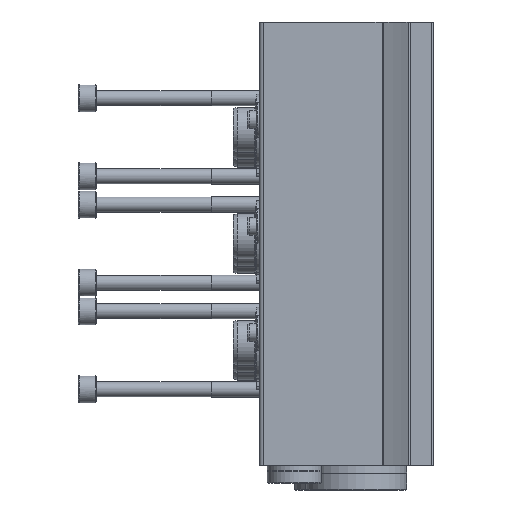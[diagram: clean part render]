
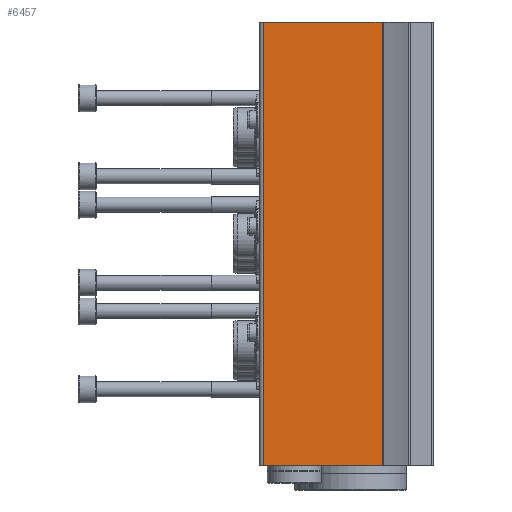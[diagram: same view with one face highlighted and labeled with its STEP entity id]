
A CAD part, left-side view. The second image highlights one B-rep face of the part: STEP entity #6457.
In plain terms, the highlighted planar face has unit normal (-1, 0, 0).
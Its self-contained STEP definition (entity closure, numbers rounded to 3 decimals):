
#195=PLANE('',#6964);
#853=ORIENTED_EDGE('',*,*,#2587,.F.);
#854=ORIENTED_EDGE('',*,*,#2586,.F.);
#855=ORIENTED_EDGE('',*,*,#2588,.T.);
#856=ORIENTED_EDGE('',*,*,#2589,.T.);
#2586=EDGE_CURVE('',#3453,#3451,#4064,.T.);
#2587=EDGE_CURVE('',#3451,#3454,#4065,.T.);
#2588=EDGE_CURVE('',#3453,#3455,#4066,.T.);
#2589=EDGE_CURVE('',#3455,#3454,#4067,.T.);
#3451=VERTEX_POINT('',#10088);
#3453=VERTEX_POINT('',#10092);
#3454=VERTEX_POINT('',#10096);
#3455=VERTEX_POINT('',#10098);
#4064=LINE('',#10093,#4542);
#4065=LINE('',#10095,#4543);
#4066=LINE('',#10097,#4544);
#4067=LINE('',#10099,#4545);
#4542=VECTOR('',#7791,1000.);
#4543=VECTOR('',#7794,1000.);
#4544=VECTOR('',#7795,1000.);
#4545=VECTOR('',#7796,1000.);
#5029=EDGE_LOOP('',(#853,#854,#855,#856));
#5680=FACE_BOUND('',#5029,.T.);
#6457=ADVANCED_FACE('',(#5680),#195,.T.);
#6964=AXIS2_PLACEMENT_3D('',#10094,#7792,#7793);
#7791=DIRECTION('',(0.,0.,1.));
#7792=DIRECTION('',(-1.,0.,0.));
#7793=DIRECTION('',(0.,0.,1.));
#7794=DIRECTION('',(0.,-1.,0.));
#7795=DIRECTION('',(0.,-1.,0.));
#7796=DIRECTION('',(0.,0.,1.));
#10088=CARTESIAN_POINT('',(-63.,44.,0.));
#10092=CARTESIAN_POINT('',(-63.,44.,-114.5));
#10093=CARTESIAN_POINT('',(-63.,44.,-114.5));
#10094=CARTESIAN_POINT('',(-63.,44.,-114.5));
#10095=CARTESIAN_POINT('',(-63.,44.,0.));
#10096=CARTESIAN_POINT('',(-63.,13.354,0.));
#10097=CARTESIAN_POINT('',(-63.,44.,-114.5));
#10098=CARTESIAN_POINT('',(-63.,13.354,-114.5));
#10099=CARTESIAN_POINT('',(-63.,13.354,-114.5));
